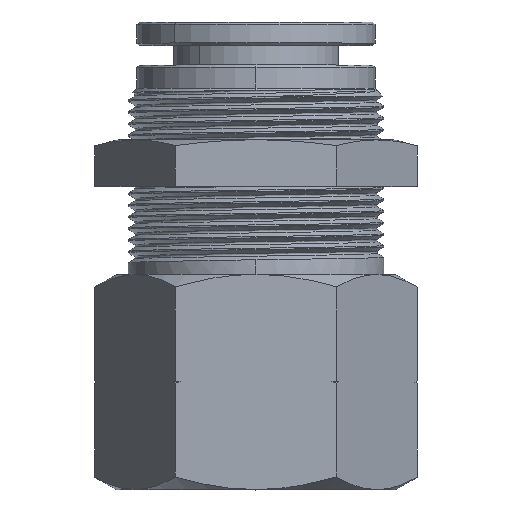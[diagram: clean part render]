
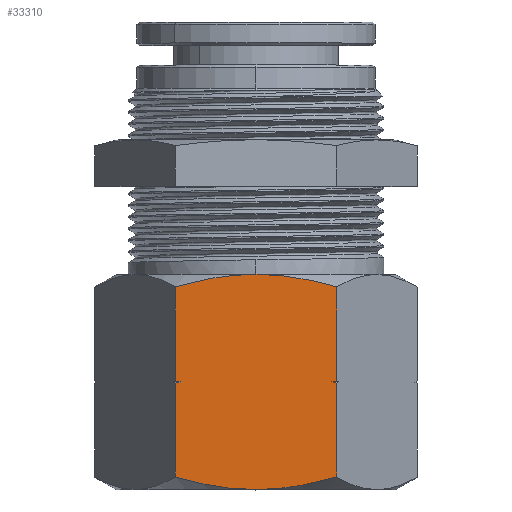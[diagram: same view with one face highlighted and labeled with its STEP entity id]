
A CAD part, top view. The second image highlights one B-rep face of the part: STEP entity #33310.
In plain terms, the highlighted planar face has unit normal (0, 0, 1).
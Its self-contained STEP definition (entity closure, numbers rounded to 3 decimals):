
#144 = B_SPLINE_CURVE_WITH_KNOTS ( 'NONE', 3,
 ( #37429, #14773, #18072, #18216 ),
 .UNSPECIFIED., .F., .F.,
 ( 4, 4 ),
 ( 0.022, 0.023 ),
 .UNSPECIFIED. ) ;
#589 = VERTEX_POINT ( 'NONE', #33717 ) ;
#824 = ORIENTED_EDGE ( 'NONE', *, *, #38417, .T. ) ;
#926 = CARTESIAN_POINT ( 'NONE',  ( -1.172, -22.3, 12. ) ) ;
#2768 = CARTESIAN_POINT ( 'NONE',  ( -6.656, -13.083, 12. ) ) ;
#2991 = PLANE ( 'NONE',  #3959 ) ;
#3260 = CARTESIAN_POINT ( 'NONE',  ( -6.928, -3.8, 12. ) ) ;
#3791 = CARTESIAN_POINT ( 'NONE',  ( 0., -22.3, 12. ) ) ;
#3959 = AXIS2_PLACEMENT_3D ( 'NONE', #3260, #25868, #6484 ) ;
#4301 = VERTEX_POINT ( 'NONE', #3791 ) ;
#4519 = CARTESIAN_POINT ( 'NONE',  ( 6.792, -12.984, 12. ) ) ;
#4796 = VECTOR ( 'NONE', #9849, 1000. ) ;
#5540 = ORIENTED_EDGE ( 'NONE', *, *, #10216, .F. ) ;
#5766 = CARTESIAN_POINT ( 'NONE',  ( 0.586, -3.8, 12. ) ) ;
#6484 = DIRECTION ( 'NONE',  ( -1., 0., 0. ) ) ;
#6520 = CARTESIAN_POINT ( 'NONE',  ( 6.519, -13.05, 12. ) ) ;
#6851 = CARTESIAN_POINT ( 'NONE',  ( -6.928, -4.872, 12. ) ) ;
#7104 = EDGE_CURVE ( 'NONE', #40677, #20051, #13384, .T. ) ;
#7366 = CARTESIAN_POINT ( 'NONE',  ( -4.647, -21.826, 12. ) ) ;
#8513 = B_SPLINE_CURVE_WITH_KNOTS ( 'NONE', 3,
 ( #12731, #32043, #35285, #16019, #38521, #19294 ),
 .UNSPECIFIED., .F., .F.,
 ( 4, 2, 4 ),
 ( 0.013, 0.016, 0.02 ),
 .UNSPECIFIED. ) ;
#8588 = CARTESIAN_POINT ( 'NONE',  ( 6.928, -3.8, 12. ) ) ;
#8888 = CARTESIAN_POINT ( 'NONE',  ( 5.808, -21.552, 12. ) ) ;
#9117 = CARTESIAN_POINT ( 'NONE',  ( -6.928, -21.228, 12. ) ) ;
#9849 = DIRECTION ( 'NONE',  ( 0., -1., 0. ) ) ;
#10216 = EDGE_CURVE ( 'NONE', #589, #4301, #37835, .T. ) ;
#10335 = CARTESIAN_POINT ( 'NONE',  ( 6.928, -13.15, 12. ) ) ;
#10620 = CARTESIAN_POINT ( 'NONE',  ( -6.928, -21.228, 12. ) ) ;
#10862 = VERTEX_POINT ( 'NONE', #9117 ) ;
#11181 = B_SPLINE_CURVE_WITH_KNOTS ( 'NONE', 3,
 ( #28357, #5766, #12251, #34808, #15527, #38043, #18822, #41286 ),
 .UNSPECIFIED., .F., .F.,
 ( 4, 2, 2, 4 ),
 ( 0.02, 0.022, 0.023, 0.027 ),
 .UNSPECIFIED. ) ;
#11460 = EDGE_CURVE ( 'NONE', #28060, #33302, #8513, .T. ) ;
#11832 = DIRECTION ( 'NONE',  ( 0., -1., 0. ) ) ;
#12134 = CARTESIAN_POINT ( 'NONE',  ( 2.939, -22.102, 12. ) ) ;
#12251 = CARTESIAN_POINT ( 'NONE',  ( 1.176, -3.825, 12. ) ) ;
#12731 = CARTESIAN_POINT ( 'NONE',  ( -6.928, -4.872, 12. ) ) ;
#12976 = EDGE_CURVE ( 'NONE', #28737, #24273, #144, .T. ) ;
#13384 = LINE ( 'NONE', #22394, #4796 ) ;
#13418 = ORIENTED_EDGE ( 'NONE', *, *, #11460, .F. ) ;
#13837 = EDGE_CURVE ( 'NONE', #20051, #18071, #25845, .T. ) ;
#14001 = CARTESIAN_POINT ( 'NONE',  ( 6.928, -12.95, 12. ) ) ;
#14286 = VERTEX_POINT ( 'NONE', #40217 ) ;
#14773 = CARTESIAN_POINT ( 'NONE',  ( -6.656, -13.017, 12. ) ) ;
#14910 = EDGE_CURVE ( 'NONE', #24044, #589, #21858, .T. ) ;
#15255 = DIRECTION ( 'NONE',  ( 0., -1., 0. ) ) ;
#15306 = CARTESIAN_POINT ( 'NONE',  ( -6.928, -3.8, 12. ) ) ;
#15414 = CARTESIAN_POINT ( 'NONE',  ( 1.176, -22.275, 12. ) ) ;
#15480 = CARTESIAN_POINT ( 'NONE',  ( 6.519, -13.05, 12. ) ) ;
#15527 = CARTESIAN_POINT ( 'NONE',  ( 2.939, -3.998, 12. ) ) ;
#15625 = CARTESIAN_POINT ( 'NONE',  ( -6.792, -13.116, 12. ) ) ;
#15630 = ORIENTED_EDGE ( 'NONE', *, *, #12976, .F. ) ;
#16019 = CARTESIAN_POINT ( 'NONE',  ( -2.335, -3.901, 12. ) ) ;
#16314 = CARTESIAN_POINT ( 'NONE',  ( 6.792, -13.116, 12. ) ) ;
#18071 = VERTEX_POINT ( 'NONE', #41113 ) ;
#18072 = CARTESIAN_POINT ( 'NONE',  ( -6.792, -12.984, 12. ) ) ;
#18216 = CARTESIAN_POINT ( 'NONE',  ( -6.928, -12.95, 12. ) ) ;
#18712 = CARTESIAN_POINT ( 'NONE',  ( 0., -22.3, 12. ) ) ;
#18822 = CARTESIAN_POINT ( 'NONE',  ( 5.808, -4.548, 12. ) ) ;
#19247 = B_SPLINE_CURVE_WITH_KNOTS ( 'NONE', 3,
 ( #34900, #15625, #2768, #25362 ),
 .UNSPECIFIED., .F., .F.,
 ( 4, 4 ),
 ( 0.009, 0.009 ),
 .UNSPECIFIED. ) ;
#19294 = CARTESIAN_POINT ( 'NONE',  ( 0., -3.8, 12. ) ) ;
#19755 = CARTESIAN_POINT ( 'NONE',  ( 6.928, -4.872, 12. ) ) ;
#20051 = VERTEX_POINT ( 'NONE', #14001 ) ;
#20373 = ORIENTED_EDGE ( 'NONE', *, *, #13837, .F. ) ;
#20849 = ORIENTED_EDGE ( 'NONE', *, *, #27268, .F. ) ;
#21753 = ORIENTED_EDGE ( 'NONE', *, *, #37253, .F. ) ;
#21858 = LINE ( 'NONE', #8588, #38879 ) ;
#22394 = CARTESIAN_POINT ( 'NONE',  ( 6.928, -3.8, 12. ) ) ;
#22404 = CARTESIAN_POINT ( 'NONE',  ( 0., -3.8, 12. ) ) ;
#23230 = B_SPLINE_CURVE_WITH_KNOTS ( 'NONE', 3,
 ( #23550, #926, #26748, #7366, #29951, #10620 ),
 .UNSPECIFIED., .F., .F.,
 ( 4, 2, 4 ),
 ( 0.05, 0.054, 0.057 ),
 .UNSPECIFIED. ) ;
#23550 = CARTESIAN_POINT ( 'NONE',  ( 0., -22.3, 12. ) ) ;
#24044 = VERTEX_POINT ( 'NONE', #10335 ) ;
#24273 = VERTEX_POINT ( 'NONE', #37090 ) ;
#25362 = CARTESIAN_POINT ( 'NONE',  ( -6.519, -13.05, 12. ) ) ;
#25759 = ORIENTED_EDGE ( 'NONE', *, *, #31371, .F. ) ;
#25845 = B_SPLINE_CURVE_WITH_KNOTS ( 'NONE', 3,
 ( #39912, #4519, #34760, #15480 ),
 .UNSPECIFIED., .F., .F.,
 ( 4, 4 ),
 ( 0.009, 0.009 ),
 .UNSPECIFIED. ) ;
#25868 = DIRECTION ( 'NONE',  ( 0., 0., -1. ) ) ;
#25899 = CARTESIAN_POINT ( 'NONE',  ( 6.656, -13.083, 12. ) ) ;
#26729 = EDGE_CURVE ( 'NONE', #14286, #10862, #38074, .T. ) ;
#26748 = CARTESIAN_POINT ( 'NONE',  ( -2.335, -22.199, 12. ) ) ;
#27268 = EDGE_CURVE ( 'NONE', #4301, #10862, #23230, .T. ) ;
#27931 = EDGE_CURVE ( 'NONE', #33302, #40677, #11181, .T. ) ;
#28060 = VERTEX_POINT ( 'NONE', #6851 ) ;
#28273 = DIRECTION ( 'NONE',  ( 0., -1., 0. ) ) ;
#28357 = CARTESIAN_POINT ( 'NONE',  ( 0., -3.8, 12. ) ) ;
#28737 = VERTEX_POINT ( 'NONE', #40205 ) ;
#29111 = FACE_OUTER_BOUND ( 'NONE', #41766, .T. ) ;
#29359 = ORIENTED_EDGE ( 'NONE', *, *, #7104, .F. ) ;
#29506 = VECTOR ( 'NONE', #28273, 1000. ) ;
#29951 = CARTESIAN_POINT ( 'NONE',  ( -5.8, -21.554, 12. ) ) ;
#30694 = ORIENTED_EDGE ( 'NONE', *, *, #26729, .T. ) ;
#31299 = CARTESIAN_POINT ( 'NONE',  ( -6.928, -3.8, 12. ) ) ;
#31371 = EDGE_CURVE ( 'NONE', #14286, #28737, #19247, .T. ) ;
#31446 = CARTESIAN_POINT ( 'NONE',  ( 4.673, -21.821, 12. ) ) ;
#32043 = CARTESIAN_POINT ( 'NONE',  ( -5.8, -4.546, 12. ) ) ;
#33302 = VERTEX_POINT ( 'NONE', #22404 ) ;
#33310 = ADVANCED_FACE ( 'NONE', ( #29111 ), #2991, .F. ) ;
#33717 = CARTESIAN_POINT ( 'NONE',  ( 6.928, -21.228, 12. ) ) ;
#34548 = CARTESIAN_POINT ( 'NONE',  ( 6.928, -21.228, 12. ) ) ;
#34689 = CARTESIAN_POINT ( 'NONE',  ( 2.355, -22.176, 12. ) ) ;
#34760 = CARTESIAN_POINT ( 'NONE',  ( 6.656, -13.017, 12. ) ) ;
#34808 = CARTESIAN_POINT ( 'NONE',  ( 2.355, -3.924, 12. ) ) ;
#34900 = CARTESIAN_POINT ( 'NONE',  ( -6.928, -13.15, 12. ) ) ;
#35285 = CARTESIAN_POINT ( 'NONE',  ( -4.647, -4.274, 12. ) ) ;
#36441 = ORIENTED_EDGE ( 'NONE', *, *, #27931, .F. ) ;
#37090 = CARTESIAN_POINT ( 'NONE',  ( -6.928, -12.95, 12. ) ) ;
#37253 = EDGE_CURVE ( 'NONE', #18071, #24044, #40712, .T. ) ;
#37429 = CARTESIAN_POINT ( 'NONE',  ( -6.519, -13.05, 12. ) ) ;
#37835 = B_SPLINE_CURVE_WITH_KNOTS ( 'NONE', 3,
 ( #34548, #8888, #31446, #12134, #34689, #15414, #37922, #18712 ),
 .UNSPECIFIED., .F., .F.,
 ( 4, 2, 2, 4 ),
 ( 0.043, 0.047, 0.048, 0.05 ),
 .UNSPECIFIED. ) ;
#37922 = CARTESIAN_POINT ( 'NONE',  ( 0.586, -22.3, 12. ) ) ;
#38043 = CARTESIAN_POINT ( 'NONE',  ( 4.673, -4.279, 12. ) ) ;
#38074 = LINE ( 'NONE', #15306, #29506 ) ;
#38417 = EDGE_CURVE ( 'NONE', #28060, #24273, #40482, .T. ) ;
#38521 = CARTESIAN_POINT ( 'NONE',  ( -1.172, -3.8, 12. ) ) ;
#38811 = CARTESIAN_POINT ( 'NONE',  ( 6.928, -13.15, 12. ) ) ;
#38879 = VECTOR ( 'NONE', #11832, 1000. ) ;
#39466 = VECTOR ( 'NONE', #15255, 1000. ) ;
#39912 = CARTESIAN_POINT ( 'NONE',  ( 6.928, -12.95, 12. ) ) ;
#40205 = CARTESIAN_POINT ( 'NONE',  ( -6.519, -13.05, 12. ) ) ;
#40217 = CARTESIAN_POINT ( 'NONE',  ( -6.928, -13.15, 12. ) ) ;
#40460 = ORIENTED_EDGE ( 'NONE', *, *, #14910, .F. ) ;
#40482 = LINE ( 'NONE', #31299, #39466 ) ;
#40677 = VERTEX_POINT ( 'NONE', #19755 ) ;
#40712 = B_SPLINE_CURVE_WITH_KNOTS ( 'NONE', 3,
 ( #6520, #25899, #16314, #38811 ),
 .UNSPECIFIED., .F., .F.,
 ( 4, 4 ),
 ( 0.022, 0.023 ),
 .UNSPECIFIED. ) ;
#41113 = CARTESIAN_POINT ( 'NONE',  ( 6.519, -13.05, 12. ) ) ;
#41286 = CARTESIAN_POINT ( 'NONE',  ( 6.928, -4.872, 12. ) ) ;
#41766 = EDGE_LOOP ( 'NONE', ( #15630, #25759, #30694, #20849, #5540, #40460, #21753, #20373, #29359, #36441, #13418, #824 ) ) ;
